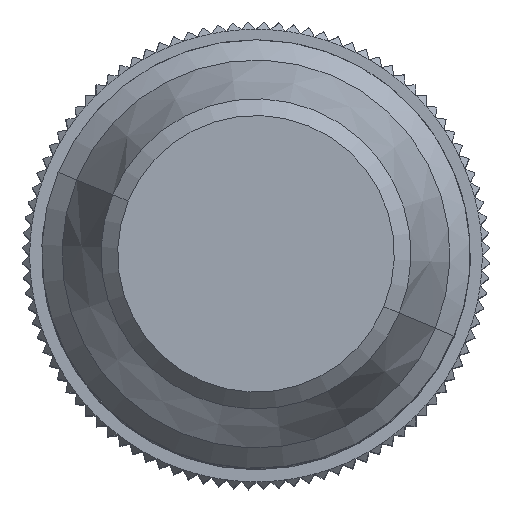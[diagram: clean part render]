
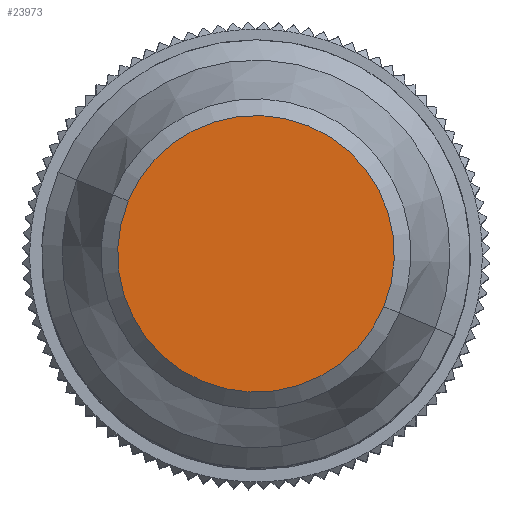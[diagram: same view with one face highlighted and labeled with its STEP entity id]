
A CAD part, top view. The second image highlights one B-rep face of the part: STEP entity #23973.
In plain terms, the highlighted planar face has unit normal (0, 0, 1).
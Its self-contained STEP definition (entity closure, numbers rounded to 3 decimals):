
#23937=AXIS2_PLACEMENT_3D('Circle Axis2P3D',#23935,#23936,$) ;
#23954=AXIS2_PLACEMENT_3D('Circle Axis2P3D',#23952,#23953,$) ;
#23967=AXIS2_PLACEMENT_3D('Plane Axis2P3D',#23964,#23965,#23966) ;
#23925=CARTESIAN_POINT('Vertex',(15.191,7.603,57.4)) ;
#23932=CARTESIAN_POINT('Vertex',(4.452,12.04,57.4)) ;
#23935=CARTESIAN_POINT('Axis2P3D Location',(9.822,9.822,57.4)) ;
#23952=CARTESIAN_POINT('Axis2P3D Location',(9.822,9.822,57.4)) ;
#23964=CARTESIAN_POINT('Axis2P3D Location',(9.822,9.822,57.4)) ;
#23936=DIRECTION('Axis2P3D Direction',(0.,0.,-1.)) ;
#23953=DIRECTION('Axis2P3D Direction',(0.,0.,-1.)) ;
#23965=DIRECTION('Axis2P3D Direction',(-0.,0.,1.)) ;
#23966=DIRECTION('Axis2P3D XDirection',(0.924,-0.382,0.)) ;
#23970=ORIENTED_EDGE('',*,*,#23939,.T.) ;
#23971=ORIENTED_EDGE('',*,*,#23956,.T.) ;
#23973=ADVANCED_FACE('Hauptk\X2\00F6\X0\rper',(#23972),#23968,.T.) ;
#23938=CIRCLE('generated circle',#23937,5.81) ;
#23955=CIRCLE('generated circle',#23954,5.81) ;
#23939=EDGE_CURVE('',#23926,#23933,#23938,.F.) ;
#23956=EDGE_CURVE('',#23933,#23926,#23955,.F.) ;
#23969=EDGE_LOOP('',(#23970,#23971)) ;
#23972=FACE_OUTER_BOUND('',#23969,.T.) ;
#23968=PLANE('',#23967) ;
#23926=VERTEX_POINT('',#23925) ;
#23933=VERTEX_POINT('',#23932) ;
